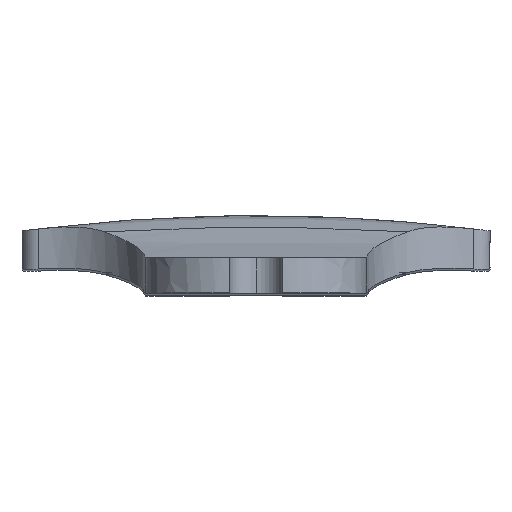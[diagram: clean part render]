
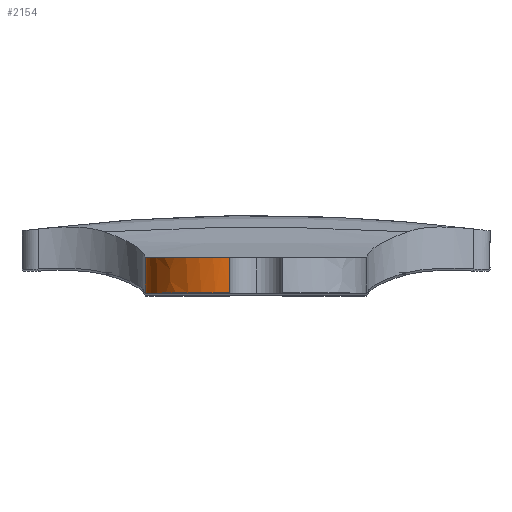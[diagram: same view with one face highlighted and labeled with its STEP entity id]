
A CAD part, top view. The second image highlights one B-rep face of the part: STEP entity #2154.
In plain terms, the highlighted free-form (B-spline) face has degree [2, 3] with [3, 4] control points.
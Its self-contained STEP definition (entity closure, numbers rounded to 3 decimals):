
#9 = ORIENTED_EDGE ( 'NONE', *, *, #1666, .F. ) ;
#34 = CARTESIAN_POINT ( 'NONE',  ( 52.114, -20.409, 844.837 ) ) ;
#160 = CARTESIAN_POINT ( 'NONE',  ( 16.118, -39.609, 816.105 ) ) ;
#220 = CARTESIAN_POINT ( 'NONE',  ( 12.5, -39.609, 798.017 ) ) ;
#243 = CARTESIAN_POINT ( 'NONE',  ( 12.5, -39.609, 798.017 ) ) ;
#259 = VERTEX_POINT ( 'NONE', #2844 ) ;
#320 = CARTESIAN_POINT ( 'NONE',  ( 58.25, -20.409, 845. ) ) ;
#357 = B_SPLINE_CURVE_WITH_KNOTS ( 'NONE', 3,
 ( #2458, #1836, #1521, #750, #2923, #1389, #3987, #1886, #2845, #2530, #1050, #3659, #3260, #3218, #1613, #2414, #160, #3675, #3076, #220 ),
 .UNSPECIFIED., .F., .F.,
 ( 4, 1, 2, 2, 2, 2, 1, 1, 1, 2, 2, 4 ),
 ( 0., 0.125, 0.187, 0.25, 0.375, 0.5, 0.625, 0.687, 0.719, 0.734, 0.75, 1. ),
 .UNSPECIFIED. ) ;
#406 = CARTESIAN_POINT ( 'NONE',  ( 46.236, -20.409, 843.522 ) ) ;
#499 = CARTESIAN_POINT ( 'NONE',  ( 12.5, -19.449, 798.017 ) ) ;
#522 = CARTESIAN_POINT ( 'NONE',  ( 12.5, -40.569, 843.783 ) ) ;
#548 = CARTESIAN_POINT ( 'NONE',  ( 58.25, -20.409, 845. ) ) ;
#719 = EDGE_CURVE ( 'NONE', #4009, #3300, #1630, .T. ) ;
#750 = CARTESIAN_POINT ( 'NONE',  ( 46.343, -39.609, 843.17 ) ) ;
#810 = CARTESIAN_POINT ( 'NONE',  ( 58.25, -26.809, 845. ) ) ;
#856 = CARTESIAN_POINT ( 'NONE',  ( 15.383, -20.409, 814.295 ) ) ;
#1050 = CARTESIAN_POINT ( 'NONE',  ( 23.704, -39.609, 828.627 ) ) ;
#1095 = CARTESIAN_POINT ( 'NONE',  ( 12.5, -33.529, 798.017 ) ) ;
#1224 = ORIENTED_EDGE ( 'NONE', *, *, #3831, .F. ) ;
#1240 = CARTESIAN_POINT ( 'NONE',  ( 14.878, -20.409, 812.861 ) ) ;
#1302 = CARTESIAN_POINT ( 'NONE',  ( 39.918, -20.409, 840.745 ) ) ;
#1389 = CARTESIAN_POINT ( 'NONE',  ( 42.054, -39.609, 841.685 ) ) ;
#1474 = CARTESIAN_POINT ( 'NONE',  ( 12.5, -40.569, 798.017 ) ) ;
#1505 = CARTESIAN_POINT ( 'NONE',  ( 18.508, -20.409, 821.22 ) ) ;
#1521 = CARTESIAN_POINT ( 'NONE',  ( 50.694, -39.609, 844.367 ) ) ;
#1530 = CARTESIAN_POINT ( 'NONE',  ( 27.948, -20.409, 832.986 ) ) ;
#1613 = CARTESIAN_POINT ( 'NONE',  ( 16.57, -39.609, 817.153 ) ) ;
#1630 = B_SPLINE_CURVE_WITH_KNOTS ( 'NONE', 3,
 ( #2198, #3445, #3740, #4145, #1240, #856, #2137, #1505, #2504, #3766, #1530, #2797, #4120, #3811, #3620, #1302, #3299, #406, #34, #320 ),
 .UNSPECIFIED., .F., .F.,
 ( 4, 1, 2, 2, 2, 2, 1, 1, 1, 2, 2, 4 ),
 ( 0., 0.125, 0.188, 0.25, 0.375, 0.5, 0.625, 0.688, 0.719, 0.734, 0.75, 1. ),
 .UNSPECIFIED. ) ;
#1666 = EDGE_CURVE ( 'NONE', #2336, #4009, #2708, .T. ) ;
#1748 = CARTESIAN_POINT ( 'NONE',  ( 58.25, -33.209, 845. ) ) ;
#1809 = CARTESIAN_POINT ( 'NONE',  ( 12.5, -26.489, 843.783 ) ) ;
#1836 = CARTESIAN_POINT ( 'NONE',  ( 55.189, -39.609, 844.919 ) ) ;
#1886 = CARTESIAN_POINT ( 'NONE',  ( 35.214, -39.609, 838.377 ) ) ;
#1932 = ORIENTED_EDGE ( 'NONE', *, *, #719, .F. ) ;
#2137 = CARTESIAN_POINT ( 'NONE',  ( 17.11, -20.409, 818.547 ) ) ;
#2154 = ADVANCED_FACE ( 'NONE', ( #3390 ), #3640, .T. ) ;
#2169 = CARTESIAN_POINT ( 'NONE',  ( 58.25, -19.449, 845. ) ) ;
#2189 = CARTESIAN_POINT ( 'NONE',  ( 58.25, -33.529, 845. ) ) ;
#2198 = CARTESIAN_POINT ( 'NONE',  ( 12.5, -20.409, 798.017 ) ) ;
#2208 = CARTESIAN_POINT ( 'NONE',  ( 12.5, -19.449, 843.783 ) ) ;
#2236 = CARTESIAN_POINT ( 'NONE',  ( 58.25, -20.409, 845. ) ) ;
#2336 = VERTEX_POINT ( 'NONE', #243 ) ;
#2414 = CARTESIAN_POINT ( 'NONE',  ( 16.266, -39.609, 816.455 ) ) ;
#2458 = CARTESIAN_POINT ( 'NONE',  ( 58.25, -39.609, 845. ) ) ;
#2504 = CARTESIAN_POINT ( 'NONE',  ( 21.793, -20.409, 826.248 ) ) ;
#2522 = CARTESIAN_POINT ( 'NONE',  ( 12.5, -20.409, 798.017 ) ) ;
#2530 = CARTESIAN_POINT ( 'NONE',  ( 27.972, -39.609, 833.007 ) ) ;
#2552 = EDGE_CURVE ( 'NONE', #3300, #259, #3480, .T. ) ;
#2708 = B_SPLINE_CURVE_WITH_KNOTS ( 'NONE', 3,
 ( #2839, #3848, #4163, #2522 ),
 .UNSPECIFIED., .F., .F.,
 ( 4, 4 ),
 ( 0., 1. ),
 .UNSPECIFIED. ) ;
#2797 = CARTESIAN_POINT ( 'NONE',  ( 31.398, -20.409, 835.912 ) ) ;
#2839 = CARTESIAN_POINT ( 'NONE',  ( 12.5, -39.609, 798.017 ) ) ;
#2844 = CARTESIAN_POINT ( 'NONE',  ( 58.25, -39.609, 845. ) ) ;
#2845 = CARTESIAN_POINT ( 'NONE',  ( 30.276, -39.609, 834.959 ) ) ;
#2863 = CARTESIAN_POINT ( 'NONE',  ( 58.25, -26.489, 845. ) ) ;
#2923 = CARTESIAN_POINT ( 'NONE',  ( 43.474, -39.609, 842.228 ) ) ;
#3076 = CARTESIAN_POINT ( 'NONE',  ( 12.5, -39.609, 804.155 ) ) ;
#3125 = CARTESIAN_POINT ( 'NONE',  ( 12.5, -20.409, 798.017 ) ) ;
#3218 = CARTESIAN_POINT ( 'NONE',  ( 17.037, -39.609, 818.193 ) ) ;
#3260 = CARTESIAN_POINT ( 'NONE',  ( 18.208, -39.609, 820.566 ) ) ;
#3299 = CARTESIAN_POINT ( 'NONE',  ( 40.265, -20.409, 840.902 ) ) ;
#3300 = VERTEX_POINT ( 'NONE', #2236 ) ;
#3390 = FACE_OUTER_BOUND ( 'NONE', #3413, .T. ) ;
#3413 = EDGE_LOOP ( 'NONE', ( #1224, #3487, #1932, #9 ) ) ;
#3445 = CARTESIAN_POINT ( 'NONE',  ( 12.5, -20.409, 801.078 ) ) ;
#3480 = B_SPLINE_CURVE_WITH_KNOTS ( 'NONE', 3,
 ( #548, #810, #1748, #4025 ),
 .UNSPECIFIED., .F., .F.,
 ( 4, 4 ),
 ( 0., 1. ),
 .UNSPECIFIED. ) ;
#3487 = ORIENTED_EDGE ( 'NONE', *, *, #2552, .F. ) ;
#3620 = CARTESIAN_POINT ( 'NONE',  ( 39.229, -20.409, 840.423 ) ) ;
#3640 =( BOUNDED_SURFACE ( )  B_SPLINE_SURFACE ( 2, 3, ( 
 ( #1474, #1095, #3666, #499 ),
 ( #522, #3729, #1809, #2208 ),
 ( #3837, #2189, #2863, #2169 ) ),
 .UNSPECIFIED., .F., .F., .F. ) 
 B_SPLINE_SURFACE_WITH_KNOTS ( ( 3, 3 ),
 ( 4, 4 ),
 ( 0., 1. ),
 ( -0.001, 0.02 ),
 .UNSPECIFIED. ) 
 GEOMETRIC_REPRESENTATION_ITEM ( )  RATIONAL_B_SPLINE_SURFACE ( (
 ( 1., 1., 1., 1.),
 ( 0.716, 0.716, 0.716, 0.716),
 ( 1., 1., 1., 1.) ) ) 
 REPRESENTATION_ITEM ( '' )  SURFACE ( )  );
#3659 = CARTESIAN_POINT ( 'NONE',  ( 20.87, -39.609, 825.101 ) ) ;
#3666 = CARTESIAN_POINT ( 'NONE',  ( 12.5, -26.489, 798.017 ) ) ;
#3675 = CARTESIAN_POINT ( 'NONE',  ( 13.658, -39.609, 810.066 ) ) ;
#3729 = CARTESIAN_POINT ( 'NONE',  ( 12.5, -33.529, 843.783 ) ) ;
#3740 = CARTESIAN_POINT ( 'NONE',  ( 12.932, -20.409, 805.587 ) ) ;
#3766 = CARTESIAN_POINT ( 'NONE',  ( 23.683, -20.409, 828.603 ) ) ;
#3811 = CARTESIAN_POINT ( 'NONE',  ( 38.202, -20.409, 839.928 ) ) ;
#3831 = EDGE_CURVE ( 'NONE', #259, #2336, #357, .T. ) ;
#3837 = CARTESIAN_POINT ( 'NONE',  ( 58.25, -40.569, 845. ) ) ;
#3848 = CARTESIAN_POINT ( 'NONE',  ( 12.5, -33.209, 798.017 ) ) ;
#3987 = CARTESIAN_POINT ( 'NONE',  ( 37.85, -39.609, 839.845 ) ) ;
#4009 = VERTEX_POINT ( 'NONE', #3125 ) ;
#4025 = CARTESIAN_POINT ( 'NONE',  ( 58.25, -39.609, 845. ) ) ;
#4120 = CARTESIAN_POINT ( 'NONE',  ( 35.861, -20.409, 838.695 ) ) ;
#4145 = CARTESIAN_POINT ( 'NONE',  ( 14.013, -20.409, 809.968 ) ) ;
#4163 = CARTESIAN_POINT ( 'NONE',  ( 12.5, -26.809, 798.017 ) ) ;
